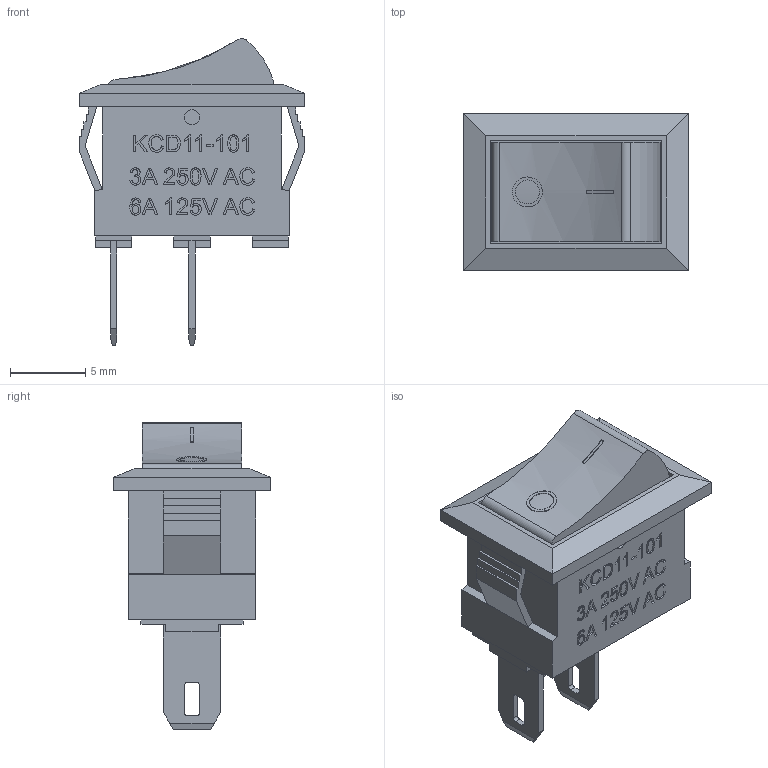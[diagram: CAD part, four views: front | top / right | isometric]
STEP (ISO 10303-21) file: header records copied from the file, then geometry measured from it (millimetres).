
FILE_DESCRIPTION(('FreeCAD Model'),'2;1');
FILE_NAME('Open CASCADE Shape Model','2024-08-14T10:33:56',(''),(''), 'Open CASCADE STEP processor 7.6','FreeCAD','Unknown');
FILE_SCHEMA(('AUTOMOTIVE_DESIGN { 1 0 10303 214 1 1 1 1 }'));
Length unit declared in the file: millimetre
Products named in the file (4): Unnamed; pin001; Corps001; bouton001
Assembly tree (4 placements, depth 2):
  Unnamed
    pin001  x2
    Corps001
    bouton001
Bounding box: 15 x 10.5 x 20.45 mm (x, y, z)
Volume: 1218.3 mm3; surface area: 1479.7 mm2
Topology: 4 solids, 4 shells, 573 faces, 1568 edges, 1044 vertices
Faces by surface type: plane 286, extrusion 268, cylinder 18, bspline 1
Full cylindrical faces by diameter (mm): 1 x2, 1.6 x1, 2 x1
Entity records: 37085 total; most frequent: CARTESIAN_POINT 10474, DIRECTION 3223, ORIENTED_EDGE 3040, PCURVE 3040, DEFINITIONAL_REPRESENTATION 3040, VECTOR 2586, B_SPLINE_CURVE_WITH_KNOTS 2466, LINE 2318
